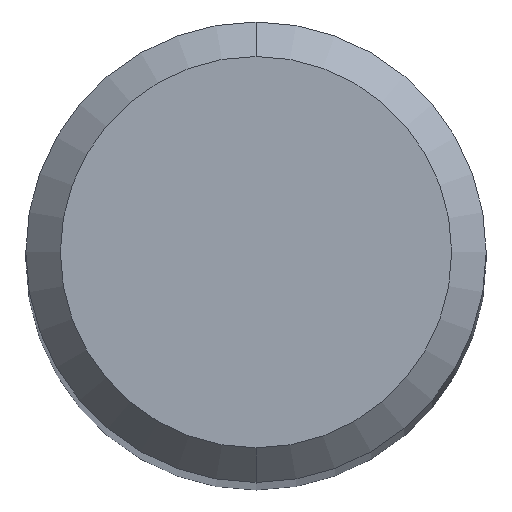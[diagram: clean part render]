
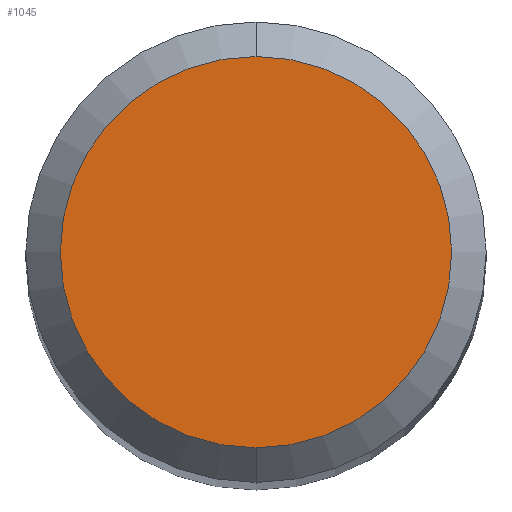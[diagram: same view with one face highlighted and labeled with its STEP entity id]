
A CAD part, top view. The second image highlights one B-rep face of the part: STEP entity #1045.
In plain terms, the highlighted planar face has unit normal (0, 0, 1).
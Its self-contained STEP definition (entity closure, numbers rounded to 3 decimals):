
#447=EDGE_CURVE('',#757,#963,#1262,.T.);
#757=VERTEX_POINT('',#1597);
#963=VERTEX_POINT('',#1825);
#1045=ADVANCED_FACE('',(#1918),#1919,.T.);
#1111=EDGE_CURVE('',#963,#757,#1992,.T.);
#1262=CIRCLE('',#2189,1.7);
#1597=CARTESIAN_POINT('',(0.0,1.7,0.0));
#1825=CARTESIAN_POINT('',(0.,-1.7,0.0));
#1918=FACE_OUTER_BOUND('',#4681,.T.);
#1919=PLANE('',#4682);
#1992=CIRCLE('',#4973,1.7);
#2189=AXIS2_PLACEMENT_3D('',#5385,#5386,#5387);
#4681=EDGE_LOOP('',(#6083,#6084));
#4682=AXIS2_PLACEMENT_3D('',#6085,#6086,#6087);
#4973=AXIS2_PLACEMENT_3D('',#6198,#6199,#6200);
#5385=CARTESIAN_POINT('',(0.0,0.0,0.0));
#5386=DIRECTION('',(0.0,0.0,-1.0));
#5387=DIRECTION('',(0.0,1.0,0.0));
#6083=ORIENTED_EDGE('',*,*,#447,.F.);
#6084=ORIENTED_EDGE('',*,*,#1111,.F.);
#6085=CARTESIAN_POINT('',(0.0,0.85,0.0));
#6086=DIRECTION('',(-0.0,0.0,1.0));
#6087=DIRECTION('',(0.0,-1.0,0.0));
#6198=CARTESIAN_POINT('',(0.0,0.0,0.0));
#6199=DIRECTION('',(0.0,0.0,-1.0));
#6200=DIRECTION('',(0.0,1.0,0.0));
